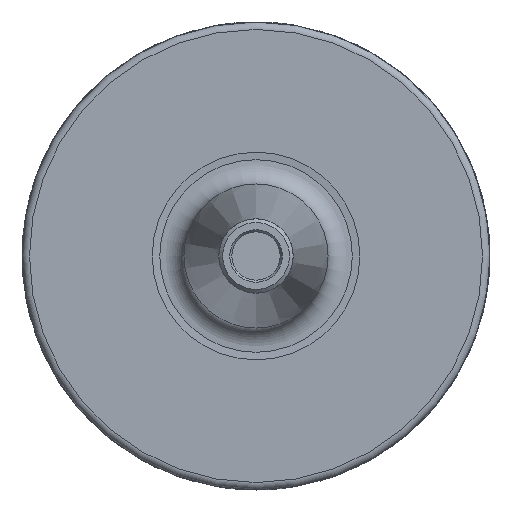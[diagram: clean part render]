
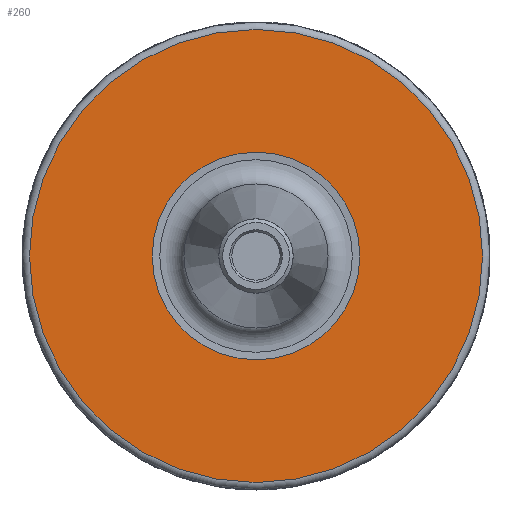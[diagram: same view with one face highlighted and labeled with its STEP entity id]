
A CAD part, left-side view. The second image highlights one B-rep face of the part: STEP entity #260.
In plain terms, the highlighted planar face has unit normal (-1, 0, 0).
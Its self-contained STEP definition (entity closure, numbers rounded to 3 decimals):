
#260=ADVANCED_FACE('',(#440,#441),#293,.F.);
#293=PLANE('',#1380);
#440=FACE_BOUND('',#541,.T.);
#441=FACE_BOUND('',#542,.T.);
#541=EDGE_LOOP('',(#885));
#542=EDGE_LOOP('',(#886));
#885=ORIENTED_EDGE('',*,*,#1190,.T.);
#886=ORIENTED_EDGE('',*,*,#1189,.F.);
#1017=VERTEX_POINT('',#2570);
#1018=VERTEX_POINT('',#2573);
#1189=EDGE_CURVE('',#1017,#1017,#1247,.T.);
#1190=EDGE_CURVE('',#1018,#1018,#1248,.T.);
#1247=CIRCLE('',#1377,30.495);
#1248=CIRCLE('',#1379,13.974);
#1377=AXIS2_PLACEMENT_3D('',#2569,#1692,#1693);
#1379=AXIS2_PLACEMENT_3D('',#2572,#1696,#1697);
#1380=AXIS2_PLACEMENT_3D('',#2574,#1698,#1699);
#1692=DIRECTION('',(1.,0.,0.));
#1693=DIRECTION('',(0.,0.,1.));
#1696=DIRECTION('',(1.,0.,0.));
#1697=DIRECTION('',(0.,0.,1.));
#1698=DIRECTION('',(1.,0.,0.));
#1699=DIRECTION('',(0.,0.,-1.));
#2569=CARTESIAN_POINT('',(50.,0.,0.));
#2570=CARTESIAN_POINT('',(50.,0.,30.495));
#2572=CARTESIAN_POINT('',(50.,0.,0.));
#2573=CARTESIAN_POINT('',(50.,0.,13.974));
#2574=CARTESIAN_POINT('',(50.,30.495,0.));
